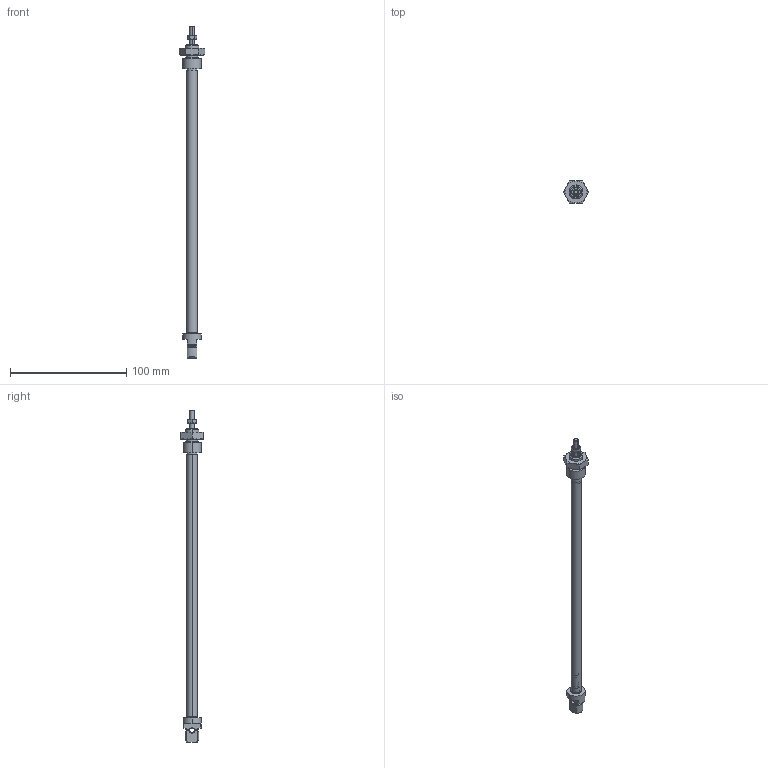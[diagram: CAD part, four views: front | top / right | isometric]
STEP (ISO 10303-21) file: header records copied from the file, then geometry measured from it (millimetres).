
FILE_DESCRIPTION (( 'STEP AP203' ), '1' );
FILE_NAME ('MADE0MN0080200.step', '2022-03-16T07:45:37', ( '' ), ( '' ), 'SwSTEP 2.0', 'SolidWorks 2021', '' );
FILE_SCHEMA (( 'CONFIG_CONTROL_DESIGN' ));
Length unit declared in the file: millimetre
Products named in the file (1): MADE0MN0080200
Bounding box: 21.94 x 19 x 286 mm (x, y, z)
Volume: 14296.5 mm3; surface area: 22130 mm2
Topology: 15 solids, 15 shells, 394 faces, 889 edges, 547 vertices
Faces by surface type: cylinder 128, cone 116, plane 110, torus 40
Entity records: 11412 total; most frequent: CARTESIAN_POINT 2267, DIRECTION 2061, ORIENTED_EDGE 1774, EDGE_CURVE 887, AXIS2_PLACEMENT_3D 869, VERTEX_POINT 547, CIRCLE 474, EDGE_LOOP 450
